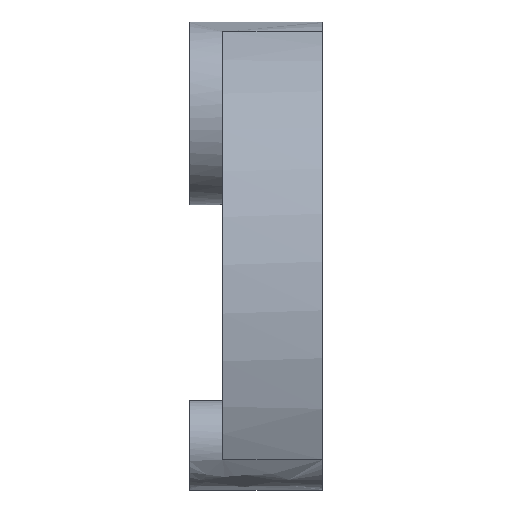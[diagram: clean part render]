
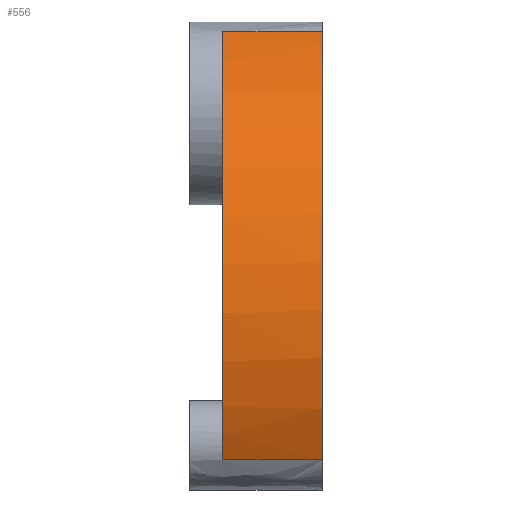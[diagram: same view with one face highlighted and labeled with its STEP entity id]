
A CAD part, left-side view. The second image highlights one B-rep face of the part: STEP entity #556.
In plain terms, the highlighted free-form (B-spline) face has degree [2, 1] with [3, 2] control points.
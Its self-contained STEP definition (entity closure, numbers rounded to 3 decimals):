
#556 = ADVANCED_FACE('',(#557),#589,.T.);
#557 = FACE_BOUND('',#558,.T.);
#558 = EDGE_LOOP('',(#559,#568,#576,#583));
#559 = ORIENTED_EDGE('',*,*,#560,.F.);
#560 = EDGE_CURVE('',#561,#563,#565,.T.);
#561 = VERTEX_POINT('',#562);
#562 = CARTESIAN_POINT('',(-42.404,28.116,
    -4.093));
#563 = VERTEX_POINT('',#564);
#564 = CARTESIAN_POINT('',(-42.404,0.,
    -4.093));
#565 = B_SPLINE_CURVE_WITH_KNOTS('',1,(#566,#567),.UNSPECIFIED.,.F.,.F.,
  (2,2),(0.,30.),.PIECEWISE_BEZIER_KNOTS.);
#566 = CARTESIAN_POINT('',(-42.404,28.116,
    -4.093));
#567 = CARTESIAN_POINT('',(-42.404,0.,-4.093));
#568 = ORIENTED_EDGE('',*,*,#569,.F.);
#569 = EDGE_CURVE('',#570,#561,#572,.T.);
#570 = VERTEX_POINT('',#571);
#571 = CARTESIAN_POINT('',(0.,28.116,
    116.675));
#572 = ( BOUNDED_CURVE() B_SPLINE_CURVE(2,(#573,#574,#575),
.UNSPECIFIED.,.F.,.F.) B_SPLINE_CURVE_WITH_KNOTS((3,3),(
0.,1.542),.PIECEWISE_BEZIER_KNOTS.) CURVE() 
GEOMETRIC_REPRESENTATION_ITEM() RATIONAL_B_SPLINE_CURVE((1.,
0.717,1.)) REPRESENTATION_ITEM('') );
#573 = CARTESIAN_POINT('',(0.,28.116,
    116.675));
#574 = CARTESIAN_POINT('',(-79.864,28.116,76.889
    ));
#575 = CARTESIAN_POINT('',(-42.404,28.116,-4.093
    ));
#576 = ORIENTED_EDGE('',*,*,#577,.F.);
#577 = EDGE_CURVE('',#578,#570,#580,.T.);
#578 = VERTEX_POINT('',#579);
#579 = CARTESIAN_POINT('',(0.,0.,
    116.675));
#580 = B_SPLINE_CURVE_WITH_KNOTS('',1,(#581,#582),.UNSPECIFIED.,.F.,.F.,
  (2,2),(0.,30.),.PIECEWISE_BEZIER_KNOTS.);
#581 = CARTESIAN_POINT('',(0.,0.,116.675));
#582 = CARTESIAN_POINT('',(0.,28.116,116.675));
#583 = ORIENTED_EDGE('',*,*,#584,.F.);
#584 = EDGE_CURVE('',#563,#578,#585,.T.);
#585 = ( BOUNDED_CURVE() B_SPLINE_CURVE(2,(#586,#587,#588),
.UNSPECIFIED.,.F.,.F.) B_SPLINE_CURVE_WITH_KNOTS((3,3),(0.,
1.542),.PIECEWISE_BEZIER_KNOTS.) CURVE() 
GEOMETRIC_REPRESENTATION_ITEM() RATIONAL_B_SPLINE_CURVE((1.,
0.717,1.)) REPRESENTATION_ITEM('') );
#586 = CARTESIAN_POINT('',(-42.404,0.,
    -4.093));
#587 = CARTESIAN_POINT('',(-79.864,0.,
    76.889));
#588 = CARTESIAN_POINT('',(0.,0.,
    116.675));
#589 = ( BOUNDED_SURFACE() B_SPLINE_SURFACE(2,1,(
    (#590,#591)
    ,(#592,#593)
,(#594,#595
    )),.UNSPECIFIED.,.F.,.F.,.F.) B_SPLINE_SURFACE_WITH_KNOTS((3,3),(2,2
    ),(1.138,2.679),(0.,30.),.PIECEWISE_BEZIER_KNOTS.) 
GEOMETRIC_REPRESENTATION_ITEM() RATIONAL_B_SPLINE_SURFACE((
    (1.,1.)
    ,(0.717,0.717)
,(1.,1.))) REPRESENTATION_ITEM('') SURFACE() );
#590 = CARTESIAN_POINT('',(-42.404,28.116,
    -4.093));
#591 = CARTESIAN_POINT('',(-42.404,0.,
    -4.093));
#592 = CARTESIAN_POINT('',(-79.864,28.116,
    76.889));
#593 = CARTESIAN_POINT('',(-79.864,0.,
    76.889));
#594 = CARTESIAN_POINT('',(0.,28.116,
    116.675));
#595 = CARTESIAN_POINT('',(0.,0.,
    116.675));
